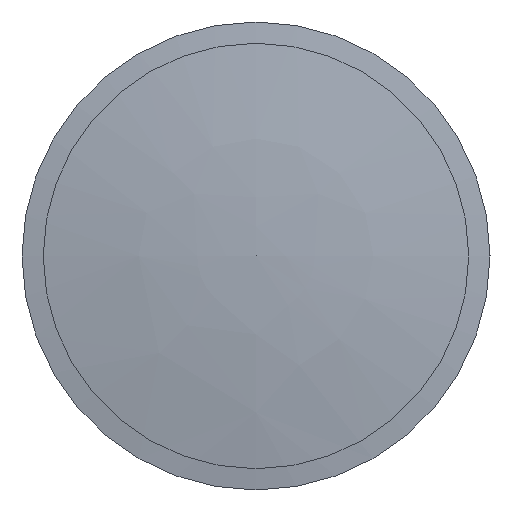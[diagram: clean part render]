
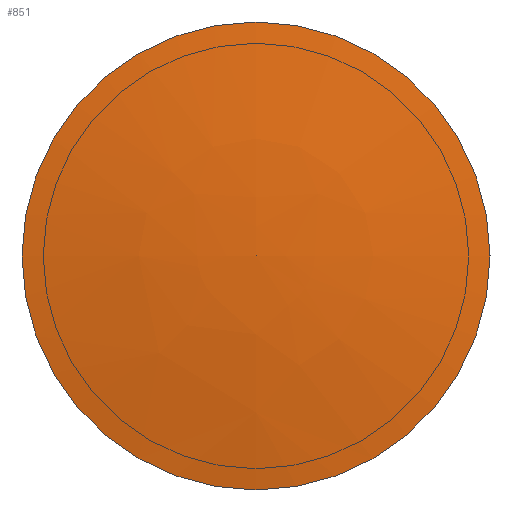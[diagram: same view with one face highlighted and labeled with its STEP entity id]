
A CAD part, left-side view. The second image highlights one B-rep face of the part: STEP entity #851.
In plain terms, the highlighted free-form (B-spline) face has degree [2, 2] with [3, 9] control points.
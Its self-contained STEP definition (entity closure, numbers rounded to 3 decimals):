
#226=FACE_OUTER_BOUND('',#279,.T.);
#279=EDGE_LOOP('',(#617,#618,#619,#620));
#342=CIRCLE('',#1009,16.5);
#343=CIRCLE('',#1010,16.5);
#344=CIRCLE('',#1011,100.);
#403=VERTEX_POINT('',#1456);
#404=VERTEX_POINT('',#1457);
#405=VERTEX_POINT('',#1488);
#486=EDGE_CURVE('',#403,#404,#342,.T.);
#488=EDGE_CURVE('',#404,#403,#343,.T.);
#489=EDGE_CURVE('',#405,#404,#344,.T.);
#617=ORIENTED_EDGE('',*,*,#489,.T.);
#618=ORIENTED_EDGE('',*,*,#488,.T.);
#619=ORIENTED_EDGE('',*,*,#486,.T.);
#620=ORIENTED_EDGE('',*,*,#489,.F.);
#844=(
BOUNDED_SURFACE()
B_SPLINE_SURFACE(2,2,((#1461,#1462,#1463,#1464,#1465,#1466,#1467,#1468,
#1469),(#1470,#1471,#1472,#1473,#1474,#1475,#1476,#1477,#1478),(#1479,#1480,
#1481,#1482,#1483,#1484,#1485,#1486,#1487)),.UNSPECIFIED.,.F.,.T.,.F.)
B_SPLINE_SURFACE_WITH_KNOTS((3,3),(3,2,2,2,3),(1.397,1.563),
(-3.142,-1.571,0.,1.571,3.142),
 .UNSPECIFIED.)
GEOMETRIC_REPRESENTATION_ITEM()
RATIONAL_B_SPLINE_SURFACE(((1.,0.707,1.,0.707,1.,
0.707,1.,0.707,1.),(0.997,0.705,
0.997,0.705,0.997,0.705,0.997,
0.705,0.997),(1.,0.707,1.,0.707,
1.,0.707,1.,0.707,1.)))
REPRESENTATION_ITEM('')
SURFACE()
);
#851=ADVANCED_FACE('',(#226),#844,.F.);
#1009=AXIS2_PLACEMENT_3D('',#1458,#1138,#1139);
#1010=AXIS2_PLACEMENT_3D('',#1460,#1141,#1142);
#1011=AXIS2_PLACEMENT_3D('',#1489,#1143,#1144);
#1138=DIRECTION('center_axis',(-1.,0.,0.));
#1139=DIRECTION('ref_axis',(0.,0.,1.));
#1141=DIRECTION('center_axis',(-1.,0.,0.));
#1142=DIRECTION('ref_axis',(0.,0.,1.));
#1143=DIRECTION('center_axis',(0.,-1.,0.));
#1144=DIRECTION('ref_axis',(0.,0.,-1.));
#1456=CARTESIAN_POINT('',(1.5,-16.5,0.));
#1457=CARTESIAN_POINT('',(1.5,0.,-16.5));
#1458=CARTESIAN_POINT('Origin',(1.5,0.,0.));
#1460=CARTESIAN_POINT('Origin',(1.5,0.,0.));
#1461=CARTESIAN_POINT('Ctrl Pts',(1.5,0.,
-16.5));
#1462=CARTESIAN_POINT('Ctrl Pts',(1.5,-16.5,-16.5));
#1463=CARTESIAN_POINT('Ctrl Pts',(1.5,-16.5,0.));
#1464=CARTESIAN_POINT('Ctrl Pts',(1.5,-16.5,16.5));
#1465=CARTESIAN_POINT('Ctrl Pts',(1.5,0.,
16.5));
#1466=CARTESIAN_POINT('Ctrl Pts',(1.5,16.5,16.5));
#1467=CARTESIAN_POINT('Ctrl Pts',(1.5,16.5,0.));
#1468=CARTESIAN_POINT('Ctrl Pts',(1.5,16.5,-16.5));
#1469=CARTESIAN_POINT('Ctrl Pts',(1.5,0.,
-16.5));
#1470=CARTESIAN_POINT('Ctrl Pts',(0.064,0.,
-8.312));
#1471=CARTESIAN_POINT('Ctrl Pts',(0.064,-8.312,
-8.312));
#1472=CARTESIAN_POINT('Ctrl Pts',(0.064,-8.312,0.));
#1473=CARTESIAN_POINT('Ctrl Pts',(0.064,-8.312,
8.312));
#1474=CARTESIAN_POINT('Ctrl Pts',(0.064,0.,
8.312));
#1475=CARTESIAN_POINT('Ctrl Pts',(0.064,8.312,8.312));
#1476=CARTESIAN_POINT('Ctrl Pts',(0.064,8.312,0.));
#1477=CARTESIAN_POINT('Ctrl Pts',(0.064,8.312,-8.312));
#1478=CARTESIAN_POINT('Ctrl Pts',(0.064,0.,
-8.312));
#1479=CARTESIAN_POINT('Ctrl Pts',(0.,0.,
0.));
#1480=CARTESIAN_POINT('Ctrl Pts',(0.,0.,
0.));
#1481=CARTESIAN_POINT('Ctrl Pts',(0.,0.,
0.));
#1482=CARTESIAN_POINT('Ctrl Pts',(0.,0.,
0.));
#1483=CARTESIAN_POINT('Ctrl Pts',(0.,0.,
0.));
#1484=CARTESIAN_POINT('Ctrl Pts',(0.,0.,
0.));
#1485=CARTESIAN_POINT('Ctrl Pts',(0.,0.,
0.));
#1486=CARTESIAN_POINT('Ctrl Pts',(0.,0.,
0.));
#1487=CARTESIAN_POINT('Ctrl Pts',(0.,0.,
0.));
#1488=CARTESIAN_POINT('',(0.,0.,0.));
#1489=CARTESIAN_POINT('Origin',(99.997,0.,0.772));
